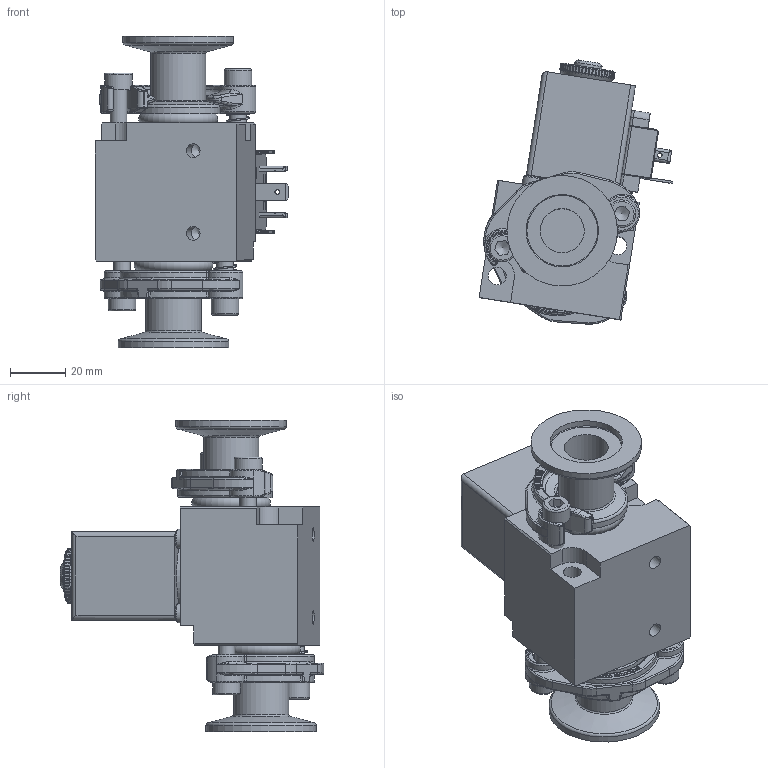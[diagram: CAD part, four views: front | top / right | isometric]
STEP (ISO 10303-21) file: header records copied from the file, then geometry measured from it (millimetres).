
FILE_DESCRIPTION(/* description */ ('Transferdokumente IV16M HV-Sicherheitsventil kpl.'),/* implementation_level */ '2;1');
FILE_NAME(/* name */ 'PD 900 014.stp',/* time_stamp */ '2023-06-23T15:17:54+02:00',/* author */ ('SCHAEFER'),/* organization */ (''),/* preprocessor_version */ 'ST-DEVELOPER v18.1',/* originating_system */ 'Autodesk Inventor 2021',/* authorisation */ '');
FILE_SCHEMA (('CONFIG_CONTROL_DESIGN'));
Products named in the file (8): PD 900 014; PM 903 063; PM902821.iam; PM 193 799; P0105219.ipt; ISO 4762 - M6 x 20 - A2-70; PF 110 016 -T; 110RRG025-016-28
Assembly tree (11 placements, depth 3):
  PD 900 014
    PM 903 063
    PM902821.iam  x2
      PM 193 799
      P0105219.ipt
      ISO 4762 - M6 x 20 - A2-70
    PF 110 016 -T  x2
    110RRG025-016-28  x2
Bounding box: 70.23 x 95.62 x 112.8 mm (x, y, z)
Volume: 184586 mm3; surface area: 55397.9 mm2
Topology: 13 solids, 13 shells, 2212 faces, 5753 edges, 3683 vertices
Faces by surface type: plane 1158, bspline 550, cylinder 311, torus 142, cone 35, sphere 16
Full cylindrical faces by diameter (mm): 1.65 x2, 1.75 x1, 2.4 x1, 2.5 x1, 4 x6, 4.3 x4, 5 x6, 6 x4, 6.4 x2, 6.5 x2, 7 x4, 9 x4, 10 x5, 14.5 x1, 16 x4, 17 x4, 17.05 x2, 17.2 x2, 20 x2, 25 x1, 26.2 x2, 30 x2, 32.4 x1, 32.5 x1, 40 x2
Entity records: 50196 total; most frequent: CARTESIAN_POINT 16211, ORIENTED_EDGE 7312, DIRECTION 6060, EDGE_CURVE 3656, VERTEX_POINT 2352, LINE 2124, VECTOR 2124, AXIS2_PLACEMENT_3D 1968
